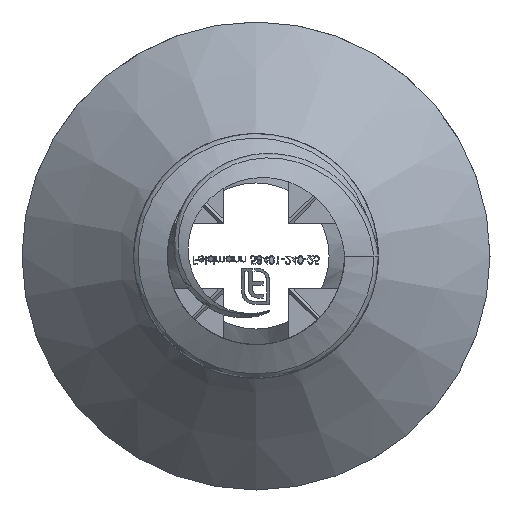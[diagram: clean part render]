
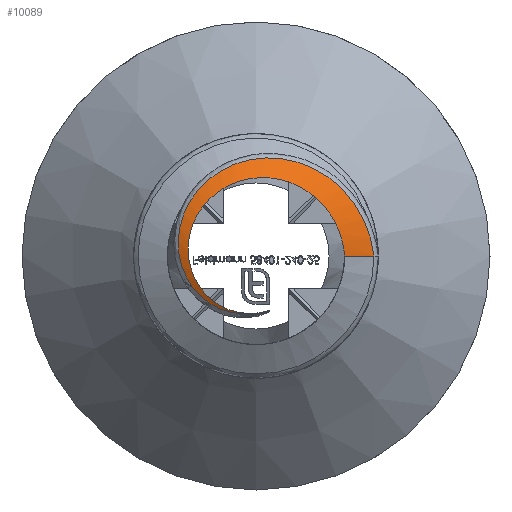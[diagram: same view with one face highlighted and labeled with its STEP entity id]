
A CAD part, front view. The second image highlights one B-rep face of the part: STEP entity #10089.
In plain terms, the highlighted free-form (B-spline) face has degree [1, 3] with [2, 18] control points.
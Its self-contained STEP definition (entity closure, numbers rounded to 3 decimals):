
#442 = CARTESIAN_POINT ( 'NONE',  ( 0.177, -10.738, -0.275 ) ) ;
#511 = CARTESIAN_POINT ( 'NONE',  ( 1.835, -8.884, 0.497 ) ) ;
#579 = CARTESIAN_POINT ( 'NONE',  ( -0.767, -9.467, 1.284 ) ) ;
#965 = B_SPLINE_SURFACE_WITH_KNOTS ( 'NONE', 1, 3, ( 
 ( #5428, #17511, #8753, #2185, #19123, #13971, #20822, #12314, #20680, #14041, #10606, #5503, #10462, #10533, #442, #7108, #15672, #18981 ),
 ( #7255, #511, #12172, #5568, #3733, #10682, #579, #12386, #2260, #15745, #5645, #17439, #7331, #15961, #7548, #12814, #4096, #2700 ) ),
 .UNSPECIFIED., .F., .F., .F.,
 ( 2, 2 ),
 ( 4, 2, 2, 2, 2, 2, 2, 2, 4 ),
 ( 0., 1. ),
 ( 0., 0.125, 0.25, 0.375, 0.5, 0.625, 0.75, 0.875, 1. ),
 .UNSPECIFIED. ) ;
#978 = CARTESIAN_POINT ( 'NONE',  ( -1.285, -9.717, 0.322 ) ) ;
#1048 = CARTESIAN_POINT ( 'NONE',  ( -0.136, -10.254, -0.92 ) ) ;
#1734 = CARTESIAN_POINT ( 'NONE',  ( -0.903, -9.703, 0.759 ) ) ;
#2185 = CARTESIAN_POINT ( 'NONE',  ( 0.616, -9.405, 1.081 ) ) ;
#2218 = EDGE_LOOP ( 'NONE', ( #16248, #7427, #9471 ) ) ;
#2260 = CARTESIAN_POINT ( 'NONE',  ( -1.285, -9.717, 0.322 ) ) ;
#2700 = CARTESIAN_POINT ( 'NONE',  ( 0.57, -10.8, 0. ) ) ;
#3150 = CARTESIAN_POINT ( 'NONE',  ( 0.3, -9.416, 1.262 ) ) ;
#3622 = CARTESIAN_POINT ( 'NONE',  ( -0.136, -10.254, -0.92 ) ) ;
#3733 = CARTESIAN_POINT ( 'NONE',  ( 0.408, -9.217, 1.615 ) ) ;
#4096 = CARTESIAN_POINT ( 'NONE',  ( 0.625, -10.717, -0.149 ) ) ;
#4436 = CARTESIAN_POINT ( 'NONE',  ( 1.42, -9.072, 0. ) ) ;
#4577 = CARTESIAN_POINT ( 'NONE',  ( -1.206, -9.634, 0.689 ) ) ;
#4904 = CARTESIAN_POINT ( 'NONE',  ( -0.375, -9.556, 1.182 ) ) ;
#4970 = CARTESIAN_POINT ( 'NONE',  ( -0.575, -10.134, -0.824 ) ) ;
#5404 = B_SPLINE_CURVE_WITH_KNOTS ( 'NONE', 3,
 ( #6588, #10156, #4970, #14994, #11862, #13319, #13241, #1734, #16628, #4904, #13520, #3150, #16773, #20232, #9870, #20091, #10085, #18533 ),
 .UNSPECIFIED., .F., .F.,
 ( 4, 2, 2, 2, 2, 2, 2, 2, 4 ),
 ( 0., 0.001, 0.001, 0.002, 0.003, 0.003, 0.004, 0.005, 0.005 ),
 .UNSPECIFIED. ) ;
#5428 = CARTESIAN_POINT ( 'NONE',  ( 1.42, -9.072, 0. ) ) ;
#5503 = CARTESIAN_POINT ( 'NONE',  ( -0.272, -10.405, -0.492 ) ) ;
#5568 = CARTESIAN_POINT ( 'NONE',  ( 0.862, -9.134, 1.5 ) ) ;
#5645 = CARTESIAN_POINT ( 'NONE',  ( -0.989, -9.967, -0.595 ) ) ;
#6185 = CARTESIAN_POINT ( 'NONE',  ( -1.175, -9.884, -0.322 ) ) ;
#6588 = CARTESIAN_POINT ( 'NONE',  ( -0.136, -10.254, -0.92 ) ) ;
#6678 = CARTESIAN_POINT ( 'NONE',  ( 1.89, -8.8, 0. ) ) ;
#7108 = CARTESIAN_POINT ( 'NONE',  ( 0.198, -10.905, -0.099 ) ) ;
#7255 = CARTESIAN_POINT ( 'NONE',  ( 1.89, -8.8, 0. ) ) ;
#7331 = CARTESIAN_POINT ( 'NONE',  ( -0.236, -10.217, -0.955 ) ) ;
#7427 = ORIENTED_EDGE ( 'NONE', *, *, #10250, .T. ) ;
#7548 = CARTESIAN_POINT ( 'NONE',  ( 0.423, -10.467, -0.695 ) ) ;
#7591 = CARTESIAN_POINT ( 'NONE',  ( 1.89, -8.8, 0. ) ) ;
#7822 = CARTESIAN_POINT ( 'NONE',  ( -0.339, -10.186, -0.935 ) ) ;
#8753 = CARTESIAN_POINT ( 'NONE',  ( 1.159, -9.238, 0.694 ) ) ;
#8861 = VERTEX_POINT ( 'NONE', #10871 ) ;
#9016 = EDGE_CURVE ( 'NONE', #8861, #14470, #11959, .T. ) ;
#9471 = ORIENTED_EDGE ( 'NONE', *, *, #9016, .T. ) ;
#9536 = CARTESIAN_POINT ( 'NONE',  ( 0.862, -9.134, 1.5 ) ) ;
#9870 = CARTESIAN_POINT ( 'NONE',  ( 1.09, -9.239, 0.829 ) ) ;
#10085 = CARTESIAN_POINT ( 'NONE',  ( 1.403, -9.113, 0.227 ) ) ;
#10089 = ADVANCED_FACE ( 'NONE', ( #13055 ), #965, .T. ) ;
#10156 = CARTESIAN_POINT ( 'NONE',  ( -0.36, -10.191, -0.913 ) ) ;
#10250 = EDGE_CURVE ( 'NONE', #20946, #8861, #5404, .T. ) ;
#10462 = CARTESIAN_POINT ( 'NONE',  ( -0.113, -10.488, -0.485 ) ) ;
#10533 = CARTESIAN_POINT ( 'NONE',  ( 0.113, -10.655, -0.375 ) ) ;
#10606 = CARTESIAN_POINT ( 'NONE',  ( -0.57, -10.238, -0.349 ) ) ;
#10682 = CARTESIAN_POINT ( 'NONE',  ( -0.408, -9.384, 1.505 ) ) ;
#10871 = CARTESIAN_POINT ( 'NONE',  ( 1.42, -9.072, 0. ) ) ;
#11020 = CARTESIAN_POINT ( 'NONE',  ( 1.89, -8.8, 0. ) ) ;
#11394 = CARTESIAN_POINT ( 'NONE',  ( 1.578, -8.967, 0.939 ) ) ;
#11862 = CARTESIAN_POINT ( 'NONE',  ( -1.024, -9.964, -0.324 ) ) ;
#11959 = B_SPLINE_CURVE_WITH_KNOTS ( 'NONE', 1,
 ( #4436, #11020 ),
 .UNSPECIFIED., .F., .F.,
 ( 2, 2 ),
 ( 0., 1. ),
 .UNSPECIFIED. ) ;
#12172 = CARTESIAN_POINT ( 'NONE',  ( 1.578, -8.967, 0.939 ) ) ;
#12314 = CARTESIAN_POINT ( 'NONE',  ( -0.786, -9.905, 0.444 ) ) ;
#12386 = CARTESIAN_POINT ( 'NONE',  ( -1.206, -9.634, 0.689 ) ) ;
#12814 = CARTESIAN_POINT ( 'NONE',  ( 0.617, -10.634, -0.345 ) ) ;
#13055 = FACE_OUTER_BOUND ( 'NONE', #2218, .T. ) ;
#13241 = CARTESIAN_POINT ( 'NONE',  ( -1.084, -9.804, 0.349 ) ) ;
#13319 = CARTESIAN_POINT ( 'NONE',  ( -1.112, -9.856, 0.118 ) ) ;
#13520 = CARTESIAN_POINT ( 'NONE',  ( -0.151, -9.51, 1.25 ) ) ;
#13751 = EDGE_CURVE ( 'NONE', #14470, #20946, #17034, .T. ) ;
#13971 = CARTESIAN_POINT ( 'NONE',  ( -0.285, -9.655, 1.035 ) ) ;
#14041 = CARTESIAN_POINT ( 'NONE',  ( -0.705, -10.155, -0.199 ) ) ;
#14442 = CARTESIAN_POINT ( 'NONE',  ( -0.767, -9.467, 1.284 ) ) ;
#14470 = VERTEX_POINT ( 'NONE', #6678 ) ;
#14994 = CARTESIAN_POINT ( 'NONE',  ( -0.911, -10.018, -0.526 ) ) ;
#15672 = CARTESIAN_POINT ( 'NONE',  ( 0.155, -10.988, -0.026 ) ) ;
#15745 = CARTESIAN_POINT ( 'NONE',  ( -1.175, -9.884, -0.322 ) ) ;
#15961 = CARTESIAN_POINT ( 'NONE',  ( 0.236, -10.384, -0.845 ) ) ;
#16248 = ORIENTED_EDGE ( 'NONE', *, *, #13751, .T. ) ;
#16628 = CARTESIAN_POINT ( 'NONE',  ( -0.75, -9.653, 0.937 ) ) ;
#16773 = CARTESIAN_POINT ( 'NONE',  ( 0.525, -9.371, 1.206 ) ) ;
#17034 = B_SPLINE_CURVE_WITH_KNOTS ( 'NONE', 3,
 ( #7591, #21080, #11394, #9536, #17993, #19465, #14442, #4577, #978, #6185, #17845, #19534, #7822, #1048 ),
 .UNSPECIFIED., .F., .F.,
 ( 4, 2, 2, 2, 2, 2, 4 ),
 ( 0., 0.125, 0.25, 0.375, 0.5, 0.625, 0.727 ),
 .UNSPECIFIED. ) ;
#17439 = CARTESIAN_POINT ( 'NONE',  ( -0.517, -10.134, -0.911 ) ) ;
#17511 = CARTESIAN_POINT ( 'NONE',  ( 1.365, -9.156, 0.374 ) ) ;
#17845 = CARTESIAN_POINT ( 'NONE',  ( -0.989, -9.967, -0.595 ) ) ;
#17993 = CARTESIAN_POINT ( 'NONE',  ( 0.408, -9.217, 1.615 ) ) ;
#18533 = CARTESIAN_POINT ( 'NONE',  ( 1.42, -9.072, 0. ) ) ;
#18981 = CARTESIAN_POINT ( 'NONE',  ( 0.1, -11.072, 0. ) ) ;
#19123 = CARTESIAN_POINT ( 'NONE',  ( 0.285, -9.488, 1.145 ) ) ;
#19465 = CARTESIAN_POINT ( 'NONE',  ( -0.408, -9.384, 1.505 ) ) ;
#19534 = CARTESIAN_POINT ( 'NONE',  ( -0.561, -10.118, -0.882 ) ) ;
#20091 = CARTESIAN_POINT ( 'NONE',  ( 1.331, -9.154, 0.448 ) ) ;
#20232 = CARTESIAN_POINT ( 'NONE',  ( 0.92, -9.284, 0.989 ) ) ;
#20680 = CARTESIAN_POINT ( 'NONE',  ( -0.815, -9.988, 0.199 ) ) ;
#20822 = CARTESIAN_POINT ( 'NONE',  ( -0.522, -9.738, 0.864 ) ) ;
#20946 = VERTEX_POINT ( 'NONE', #3622 ) ;
#21080 = CARTESIAN_POINT ( 'NONE',  ( 1.835, -8.884, 0.497 ) ) ;
